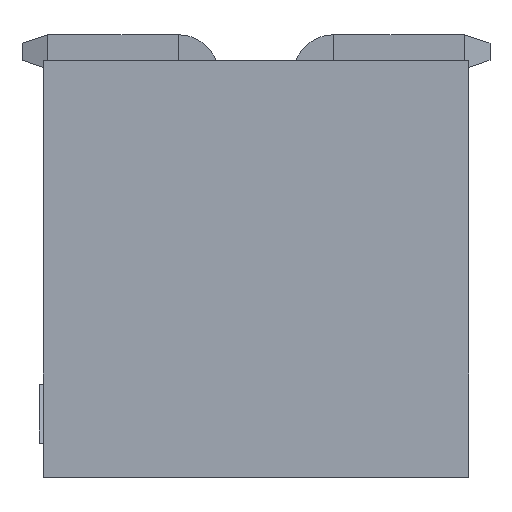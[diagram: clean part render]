
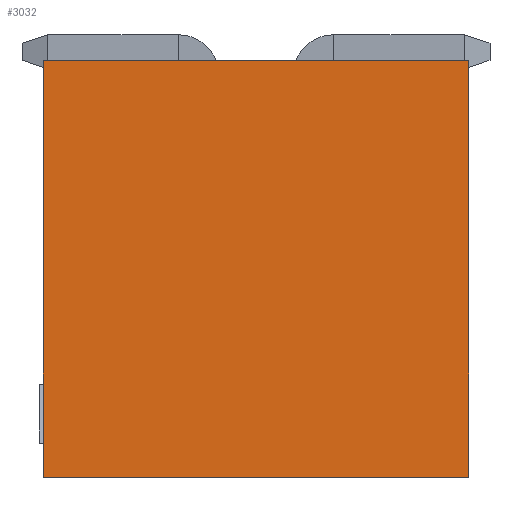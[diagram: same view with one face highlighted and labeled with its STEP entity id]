
A CAD part, front view. The second image highlights one B-rep face of the part: STEP entity #3032.
In plain terms, the highlighted planar face has unit normal (0, -1, 0).
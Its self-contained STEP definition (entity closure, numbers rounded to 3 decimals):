
#21=DIRECTION('',(1.,0.,0.));
#22=VECTOR('',#21,5.);
#23=CARTESIAN_POINT('',(-2.5,-9.525,-2.45));
#24=LINE('',#23,#22);
#553=DIRECTION('',(0.,0.,-1.));
#554=VECTOR('',#553,4.9);
#555=CARTESIAN_POINT('',(-2.5,-9.525,2.45));
#556=LINE('',#555,#554);
#661=DIRECTION('',(0.,0.,1.));
#662=VECTOR('',#661,4.9);
#663=CARTESIAN_POINT('',(2.5,-9.525,-2.45));
#664=LINE('',#663,#662);
#729=DIRECTION('',(-1.,0.,0.));
#730=VECTOR('',#729,5.);
#731=CARTESIAN_POINT('',(2.5,-9.525,2.45));
#732=LINE('',#731,#730);
#2305=CARTESIAN_POINT('',(-2.5,-9.525,2.45));
#2306=CARTESIAN_POINT('',(-2.5,-9.525,-2.45));
#2307=VERTEX_POINT('',#2305);
#2308=VERTEX_POINT('',#2306);
#2309=CARTESIAN_POINT('',(2.5,-9.525,2.45));
#2310=VERTEX_POINT('',#2309);
#2311=CARTESIAN_POINT('',(2.5,-9.525,-2.45));
#2312=VERTEX_POINT('',#2311);
#3017=CARTESIAN_POINT('',(0.,-9.525,0.));
#3018=DIRECTION('',(0.,1.,0.));
#3019=DIRECTION('',(1.,0.,0.));
#3020=AXIS2_PLACEMENT_3D('',#3017,#3018,#3019);
#3021=PLANE('',#3020);
#3023=ORIENTED_EDGE('',*,*,#3022,.F.);
#3025=ORIENTED_EDGE('',*,*,#3024,.F.);
#3027=ORIENTED_EDGE('',*,*,#3026,.F.);
#3029=ORIENTED_EDGE('',*,*,#3028,.F.);
#3030=EDGE_LOOP('',(#3023,#3025,#3027,#3029));
#3031=FACE_OUTER_BOUND('',#3030,.F.);
#3032=ADVANCED_FACE('',(#3031),#3021,.F.);
#3022=EDGE_CURVE('',#2308,#2312,#24,.T.);
#3024=EDGE_CURVE('',#2307,#2308,#556,.T.);
#3026=EDGE_CURVE('',#2310,#2307,#732,.T.);
#3028=EDGE_CURVE('',#2312,#2310,#664,.T.);
